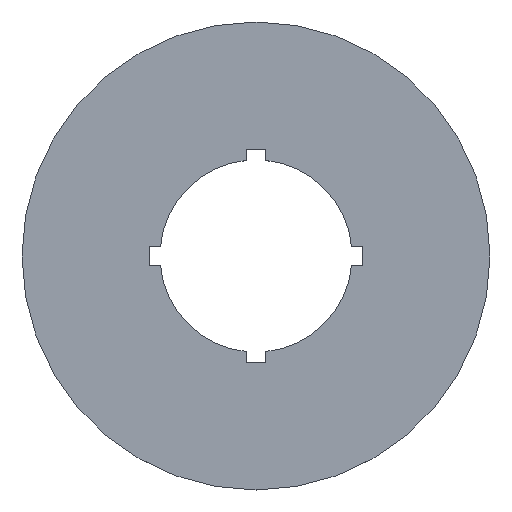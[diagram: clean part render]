
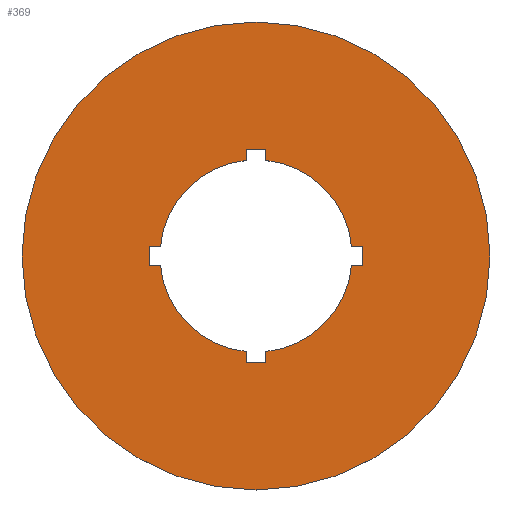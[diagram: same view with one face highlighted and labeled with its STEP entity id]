
A CAD part, top view. The second image highlights one B-rep face of the part: STEP entity #369.
In plain terms, the highlighted planar face has unit normal (0, 0, 1).
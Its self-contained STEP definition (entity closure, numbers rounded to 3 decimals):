
#16=FACE_BOUND('',#71,.T.);
#18=CIRCLE('',#376,15.4);
#20=CIRCLE('',#382,15.4);
#22=CIRCLE('',#388,15.4);
#24=CIRCLE('',#394,15.4);
#26=CIRCLE('',#398,37.5);
#50=FACE_OUTER_BOUND('',#70,.T.);
#70=EDGE_LOOP('',(#304));
#71=EDGE_LOOP('',(#305,#306,#307,#308,#309,#310,#311,#312,#313,#314,#315,
#316,#317,#318,#319,#320));
#74=LINE('',#506,#114);
#78=LINE('',#514,#118);
#82=LINE('',#526,#122);
#85=LINE('',#532,#125);
#88=LINE('',#538,#128);
#92=LINE('',#550,#132);
#95=LINE('',#556,#135);
#98=LINE('',#562,#138);
#102=LINE('',#574,#142);
#105=LINE('',#580,#145);
#108=LINE('',#586,#148);
#112=LINE('',#597,#152);
#114=VECTOR('',#406,3.2);
#118=VECTOR('',#412,1.783);
#122=VECTOR('',#424,1.783);
#125=VECTOR('',#429,3.2);
#128=VECTOR('',#434,1.783);
#132=VECTOR('',#446,1.783);
#135=VECTOR('',#451,3.2);
#138=VECTOR('',#456,1.783);
#142=VECTOR('',#468,1.783);
#145=VECTOR('',#473,3.2);
#148=VECTOR('',#478,1.783);
#152=VECTOR('',#490,1.783);
#154=VERTEX_POINT('',#504);
#155=VERTEX_POINT('',#505);
#158=VERTEX_POINT('',#513);
#160=VERTEX_POINT('',#519);
#162=VERTEX_POINT('',#525);
#164=VERTEX_POINT('',#531);
#166=VERTEX_POINT('',#537);
#168=VERTEX_POINT('',#543);
#170=VERTEX_POINT('',#549);
#172=VERTEX_POINT('',#555);
#174=VERTEX_POINT('',#561);
#176=VERTEX_POINT('',#567);
#178=VERTEX_POINT('',#573);
#180=VERTEX_POINT('',#579);
#182=VERTEX_POINT('',#585);
#184=VERTEX_POINT('',#591);
#186=VERTEX_POINT('',#600);
#188=EDGE_CURVE('',#154,#155,#74,.T.);
#192=EDGE_CURVE('',#155,#158,#78,.T.);
#195=EDGE_CURVE('',#158,#160,#18,.T.);
#198=EDGE_CURVE('',#160,#162,#82,.T.);
#201=EDGE_CURVE('',#162,#164,#85,.T.);
#204=EDGE_CURVE('',#164,#166,#88,.T.);
#207=EDGE_CURVE('',#166,#168,#20,.T.);
#210=EDGE_CURVE('',#168,#170,#92,.T.);
#213=EDGE_CURVE('',#170,#172,#95,.T.);
#216=EDGE_CURVE('',#172,#174,#98,.T.);
#219=EDGE_CURVE('',#174,#176,#22,.T.);
#222=EDGE_CURVE('',#176,#178,#102,.T.);
#225=EDGE_CURVE('',#178,#180,#105,.T.);
#228=EDGE_CURVE('',#180,#182,#108,.T.);
#231=EDGE_CURVE('',#182,#184,#24,.T.);
#234=EDGE_CURVE('',#184,#154,#112,.T.);
#236=EDGE_CURVE('',#186,#186,#26,.T.);
#304=ORIENTED_EDGE('',*,*,#236,.F.);
#305=ORIENTED_EDGE('',*,*,#188,.T.);
#306=ORIENTED_EDGE('',*,*,#192,.T.);
#307=ORIENTED_EDGE('',*,*,#195,.T.);
#308=ORIENTED_EDGE('',*,*,#198,.T.);
#309=ORIENTED_EDGE('',*,*,#201,.T.);
#310=ORIENTED_EDGE('',*,*,#204,.T.);
#311=ORIENTED_EDGE('',*,*,#207,.T.);
#312=ORIENTED_EDGE('',*,*,#210,.T.);
#313=ORIENTED_EDGE('',*,*,#213,.T.);
#314=ORIENTED_EDGE('',*,*,#216,.T.);
#315=ORIENTED_EDGE('',*,*,#219,.T.);
#316=ORIENTED_EDGE('',*,*,#222,.T.);
#317=ORIENTED_EDGE('',*,*,#225,.T.);
#318=ORIENTED_EDGE('',*,*,#228,.T.);
#319=ORIENTED_EDGE('',*,*,#231,.T.);
#320=ORIENTED_EDGE('',*,*,#234,.T.);
#350=PLANE('',#400);
#369=ADVANCED_FACE('',(#50,#16),#350,.F.);
#376=AXIS2_PLACEMENT_3D('',#520,#417,#418);
#382=AXIS2_PLACEMENT_3D('',#544,#439,#440);
#388=AXIS2_PLACEMENT_3D('',#568,#461,#462);
#394=AXIS2_PLACEMENT_3D('',#592,#483,#484);
#398=AXIS2_PLACEMENT_3D('',#601,#494,#495);
#400=AXIS2_PLACEMENT_3D('',#604,#498,#499);
#406=DIRECTION('',(1.,0.,0.));
#412=DIRECTION('',(0.,-1.,0.));
#417=DIRECTION('center_axis',(0.,0.,-1.));
#418=DIRECTION('ref_axis',(-0.995,-0.104,0.));
#424=DIRECTION('',(1.,0.,0.));
#429=DIRECTION('',(0.,-1.,0.));
#434=DIRECTION('',(-1.,0.,0.));
#439=DIRECTION('center_axis',(0.,0.,-1.));
#440=DIRECTION('ref_axis',(-0.104,0.995,0.));
#446=DIRECTION('',(0.,-1.,0.));
#451=DIRECTION('',(-1.,0.,0.));
#456=DIRECTION('',(0.,1.,0.));
#461=DIRECTION('center_axis',(0.,0.,-1.));
#462=DIRECTION('ref_axis',(0.995,0.104,0.));
#468=DIRECTION('',(-1.,0.,0.));
#473=DIRECTION('',(0.,1.,0.));
#478=DIRECTION('',(1.,0.,0.));
#483=DIRECTION('center_axis',(0.,0.,-1.));
#484=DIRECTION('ref_axis',(0.104,-0.995,0.));
#490=DIRECTION('',(0.,1.,0.));
#494=DIRECTION('center_axis',(0.,0.,-1.));
#495=DIRECTION('ref_axis',(-1.,0.,0.));
#498=DIRECTION('center_axis',(0.,0.,-1.));
#499=DIRECTION('ref_axis',(-1.,0.,0.));
#504=CARTESIAN_POINT('',(-1.6,17.1,0.15));
#505=CARTESIAN_POINT('',(1.6,17.1,0.15));
#506=CARTESIAN_POINT('',(-0.8,17.1,0.15));
#513=CARTESIAN_POINT('',(1.6,15.317,0.15));
#514=CARTESIAN_POINT('',(1.6,8.55,0.15));
#519=CARTESIAN_POINT('',(15.317,1.6,0.15));
#520=CARTESIAN_POINT('Origin',(0.,0.,
0.15));
#525=CARTESIAN_POINT('',(17.1,1.6,0.15));
#526=CARTESIAN_POINT('',(7.658,1.6,0.15));
#531=CARTESIAN_POINT('',(17.1,-1.6,0.15));
#532=CARTESIAN_POINT('',(17.1,0.8,0.15));
#537=CARTESIAN_POINT('',(15.317,-1.6,0.15));
#538=CARTESIAN_POINT('',(8.55,-1.6,0.15));
#543=CARTESIAN_POINT('',(1.6,-15.317,0.15));
#544=CARTESIAN_POINT('Origin',(0.,0.,
0.15));
#549=CARTESIAN_POINT('',(1.6,-17.1,0.15));
#550=CARTESIAN_POINT('',(1.6,-7.658,0.15));
#555=CARTESIAN_POINT('',(-1.6,-17.1,0.15));
#556=CARTESIAN_POINT('',(0.8,-17.1,0.15));
#561=CARTESIAN_POINT('',(-1.6,-15.317,0.15));
#562=CARTESIAN_POINT('',(-1.6,-8.55,0.15));
#567=CARTESIAN_POINT('',(-15.317,-1.6,0.15));
#568=CARTESIAN_POINT('Origin',(0.,0.,
0.15));
#573=CARTESIAN_POINT('',(-17.1,-1.6,0.15));
#574=CARTESIAN_POINT('',(-7.658,-1.6,0.15));
#579=CARTESIAN_POINT('',(-17.1,1.6,0.15));
#580=CARTESIAN_POINT('',(-17.1,-0.8,0.15));
#585=CARTESIAN_POINT('',(-15.317,1.6,0.15));
#586=CARTESIAN_POINT('',(-8.55,1.6,0.15));
#591=CARTESIAN_POINT('',(-1.6,15.317,0.15));
#592=CARTESIAN_POINT('Origin',(0.,0.,
0.15));
#597=CARTESIAN_POINT('',(-1.6,7.658,0.15));
#600=CARTESIAN_POINT('',(37.5,0.,0.15));
#601=CARTESIAN_POINT('Origin',(0.,0.,0.15));
#604=CARTESIAN_POINT('Origin',(0.,0.,0.15));
